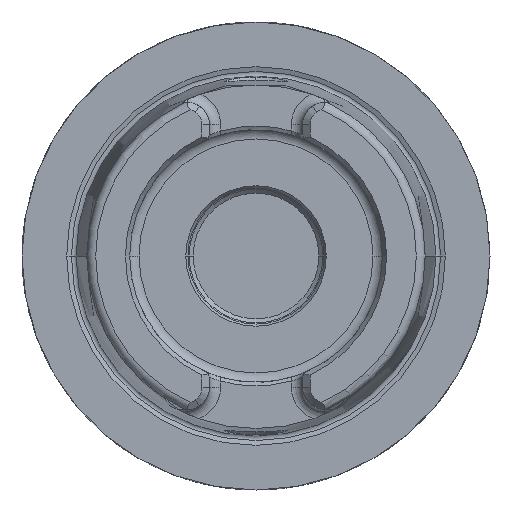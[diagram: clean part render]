
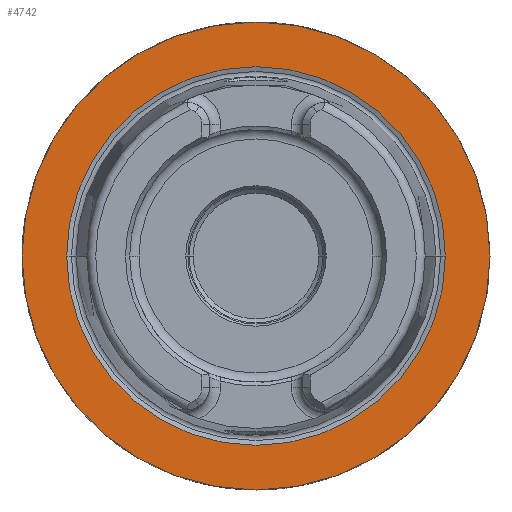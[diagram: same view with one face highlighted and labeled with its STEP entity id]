
A CAD part, left-side view. The second image highlights one B-rep face of the part: STEP entity #4742.
In plain terms, the highlighted planar face has unit normal (-1, 0, 0).
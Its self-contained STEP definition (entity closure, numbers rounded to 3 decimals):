
#1068=CARTESIAN_POINT('',(0.,0.,0.));
#1069=DIRECTION('',(1.,0.,0.));
#1070=DIRECTION('',(0.,1.,0.));
#1071=AXIS2_PLACEMENT_3D('',#1068,#1069,#1070);
#1073=CARTESIAN_POINT('',(0.,0.,0.));
#1074=DIRECTION('',(-1.,0.,0.));
#1075=DIRECTION('',(0.,1.,0.));
#1076=AXIS2_PLACEMENT_3D('',#1073,#1074,#1075);
#1078=CARTESIAN_POINT('',(0.,0.,0.));
#1079=DIRECTION('',(-1.,0.,0.));
#1080=DIRECTION('',(0.,-1.,0.));
#1081=AXIS2_PLACEMENT_3D('',#1078,#1079,#1080);
#1083=CARTESIAN_POINT('',(0.,0.,0.));
#1084=DIRECTION('',(-1.,0.,0.));
#1085=DIRECTION('',(0.,1.,0.));
#1086=AXIS2_PLACEMENT_3D('',#1083,#1084,#1085);
#2950=CARTESIAN_POINT('',(0.,31.5,0.));
#2951=CARTESIAN_POINT('',(0.,-31.5,0.));
#2952=VERTEX_POINT('',#2950);
#2953=VERTEX_POINT('',#2951);
#2978=CARTESIAN_POINT('',(0.,-25.49,0.));
#2979=VERTEX_POINT('',#2978);
#2980=CARTESIAN_POINT('',(0.,25.49,0.));
#2981=VERTEX_POINT('',#2980);
#4727=CARTESIAN_POINT('',(0.,0.,0.));
#4728=DIRECTION('',(1.,0.,0.));
#4729=DIRECTION('',(0.,-1.,0.));
#4730=AXIS2_PLACEMENT_3D('',#4727,#4728,#4729);
#4731=PLANE('',#4730);
#4733=ORIENTED_EDGE('',*,*,#4732,.T.);
#4735=ORIENTED_EDGE('',*,*,#4734,.F.);
#4736=EDGE_LOOP('',(#4733,#4735));
#4737=FACE_OUTER_BOUND('',#4736,.F.);
#4738=ORIENTED_EDGE('',*,*,#4722,.T.);
#4739=ORIENTED_EDGE('',*,*,#4706,.T.);
#4740=EDGE_LOOP('',(#4738,#4739));
#4741=FACE_BOUND('',#4740,.F.);
#4742=ADVANCED_FACE('',(#4737,#4741),#4731,.F.);
#1072=CIRCLE('',#1071,31.5);
#1077=CIRCLE('',#1076,31.5);
#1082=CIRCLE('',#1081,25.49);
#1087=CIRCLE('',#1086,25.49);
#4706=EDGE_CURVE('',#2981,#2979,#1087,.T.);
#4722=EDGE_CURVE('',#2979,#2981,#1082,.T.);
#4732=EDGE_CURVE('',#2952,#2953,#1072,.T.);
#4734=EDGE_CURVE('',#2952,#2953,#1077,.T.);
